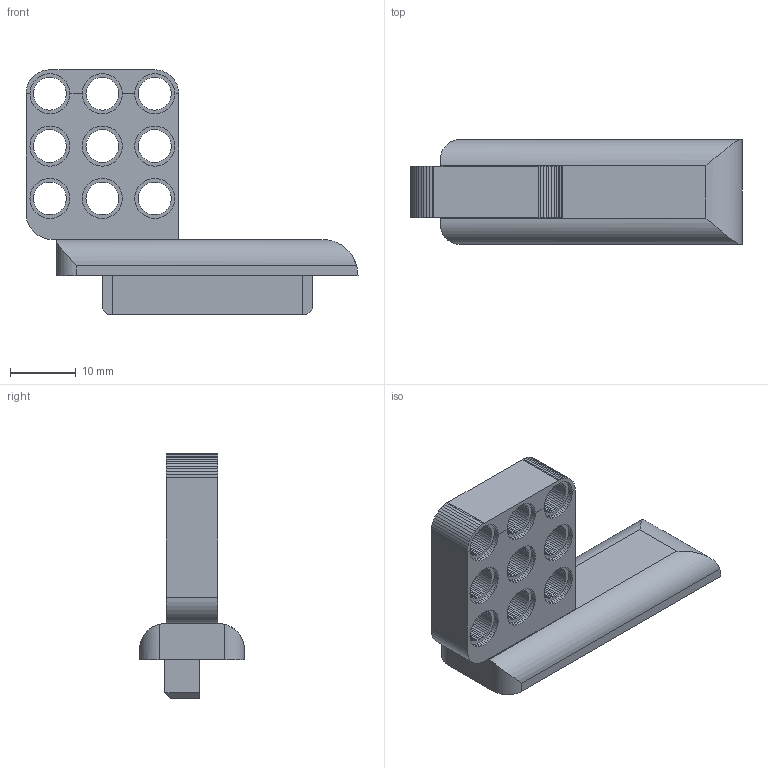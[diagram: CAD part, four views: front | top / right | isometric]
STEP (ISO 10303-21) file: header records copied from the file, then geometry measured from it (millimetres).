
FILE_DESCRIPTION(('STEP AP214'),'1');
FILE_NAME('head_adapter_lego_9hole_lcd.stp','2023-02-07T11:54:25',(' '),(' '),'Spatial InterOp 3D',' ',' ');
FILE_SCHEMA(('AUTOMOTIVE_DESIGN { 1 0 10303 214 1 1 1 1 }'));
Length unit declared in the file: metre
Products named in the file (3): head_adapter_lego_9hole_lcd; head_adapter_org.10
Assembly tree (2 placements, depth 2):
  head_adapter_lego_9hole_lcd
    head_adapter_lego_9hole_lcd
    head_adapter_org.10
Bounding box: 50.65 x 16 x 37.29 mm (x, y, z)
Volume: 6052.4 mm3; surface area: 5479.5 mm2
Topology: 2 solids, 2 shells, 1874 faces, 4680 edges, 2817 vertices
Faces by surface type: plane 1864, cylinder 10
Entity records: 68746 total; most frequent: CARTESIAN_POINT 9840, ORIENTED_EDGE 9422, DIRECTION 8216, EDGE_CURVE 4711, LINE 4364, VECTOR 4364, VERTEX_POINT 2878, EDGE_LOOP 1929
